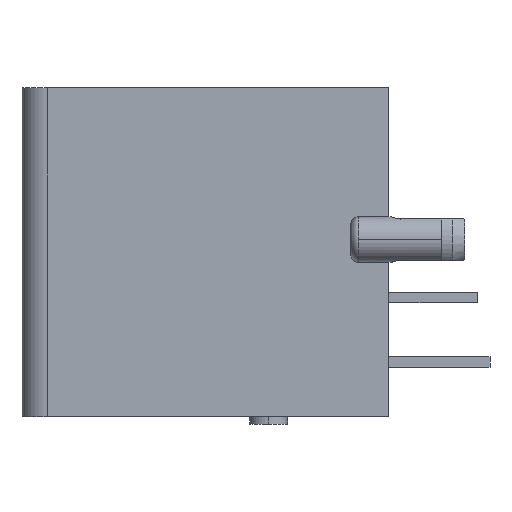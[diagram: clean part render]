
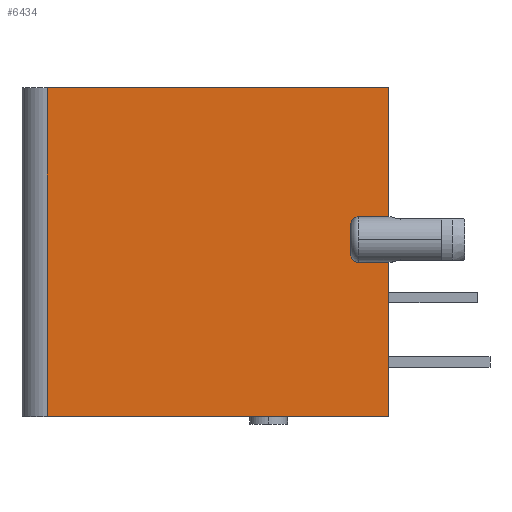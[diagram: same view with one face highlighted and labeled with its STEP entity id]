
A CAD part, left-side view. The second image highlights one B-rep face of the part: STEP entity #6434.
In plain terms, the highlighted planar face has unit normal (-1, 0, 0).
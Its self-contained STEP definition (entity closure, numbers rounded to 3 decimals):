
#5=DIRECTION('',(0.,-1.,0.));
#6=VECTOR('',#5,13.5);
#7=CARTESIAN_POINT('',(-6.1,13.5,0.));
#8=LINE('',#7,#6);
#985=DIRECTION('',(0.,0.,-1.));
#986=VECTOR('',#985,6.106);
#987=CARTESIAN_POINT('',(-6.1,0.,-6.894));
#988=LINE('',#987,#986);
#999=DIRECTION('',(0.,0.,-1.));
#1000=VECTOR('',#999,5.106);
#1001=CARTESIAN_POINT('',(-6.1,0.,0.));
#1002=LINE('',#1001,#1000);
#1590=DIRECTION('',(0.,0.,-1.));
#1591=VECTOR('',#1590,13.);
#1592=CARTESIAN_POINT('',(-6.1,13.5,0.));
#1593=LINE('',#1592,#1591);
#1646=DIRECTION('',(0.,-1.,0.));
#1647=VECTOR('',#1646,1.2);
#1648=CARTESIAN_POINT('',(-6.1,1.2,-5.106));
#1649=LINE('',#1648,#1647);
#1650=CARTESIAN_POINT('',(-6.1,1.2,-5.106));
#1651=CARTESIAN_POINT('',(-6.1,1.218,-5.106));
#1652=CARTESIAN_POINT('',(-6.1,1.252,-5.109));
#1653=CARTESIAN_POINT('',(-6.1,1.303,-5.122));
#1654=CARTESIAN_POINT('',(-6.1,1.35,-5.144));
#1655=CARTESIAN_POINT('',(-6.1,1.393,-5.175));
#1656=CARTESIAN_POINT('',(-6.1,1.43,-5.212));
#1657=CARTESIAN_POINT('',(-6.1,1.461,-5.256));
#1658=CARTESIAN_POINT('',(-6.1,1.483,-5.303));
#1659=CARTESIAN_POINT('',(-6.1,1.497,-5.355));
#1660=CARTESIAN_POINT('',(-6.1,1.5,-5.39));
#1661=CARTESIAN_POINT('',(-6.1,1.5,-5.408));
#1663=DIRECTION('',(0.,0.,-1.));
#1664=VECTOR('',#1663,1.183);
#1665=CARTESIAN_POINT('',(-6.1,1.5,-5.408));
#1666=LINE('',#1665,#1664);
#1667=CARTESIAN_POINT('',(-6.1,1.5,-6.592));
#1668=CARTESIAN_POINT('',(-6.1,1.5,-6.61));
#1669=CARTESIAN_POINT('',(-6.1,1.497,-6.645));
#1670=CARTESIAN_POINT('',(-6.1,1.483,-6.697));
#1671=CARTESIAN_POINT('',(-6.1,1.461,-6.744));
#1672=CARTESIAN_POINT('',(-6.1,1.43,-6.788));
#1673=CARTESIAN_POINT('',(-6.1,1.393,-6.825));
#1674=CARTESIAN_POINT('',(-6.1,1.35,-6.856));
#1675=CARTESIAN_POINT('',(-6.1,1.303,-6.878));
#1676=CARTESIAN_POINT('',(-6.1,1.252,-6.891));
#1677=CARTESIAN_POINT('',(-6.1,1.218,-6.894));
#1678=CARTESIAN_POINT('',(-6.1,1.2,-6.894));
#1680=DIRECTION('',(0.,-1.,0.));
#1681=VECTOR('',#1680,1.2);
#1682=CARTESIAN_POINT('',(-6.1,1.2,-6.894));
#1683=LINE('',#1682,#1681);
#2088=DIRECTION('',(0.,-1.,0.));
#2089=VECTOR('',#2088,13.5);
#2090=CARTESIAN_POINT('',(-6.1,13.5,-13.));
#2091=LINE('',#2090,#2089);
#3695=CARTESIAN_POINT('',(-6.1,0.,0.));
#3696=VERTEX_POINT('',#3695);
#3757=CARTESIAN_POINT('',(-6.1,1.2,-5.106));
#3758=CARTESIAN_POINT('',(-6.1,0.,-5.106));
#3759=VERTEX_POINT('',#3757);
#3760=VERTEX_POINT('',#3758);
#3761=VERTEX_POINT('',#1661);
#3762=CARTESIAN_POINT('',(-6.1,1.5,-6.592));
#3763=VERTEX_POINT('',#3762);
#3767=CARTESIAN_POINT('',(-6.1,1.2,-6.894));
#3768=CARTESIAN_POINT('',(-6.1,0.,-6.894));
#3769=VERTEX_POINT('',#3767);
#3770=VERTEX_POINT('',#3768);
#3775=CARTESIAN_POINT('',(-6.1,0.,-13.));
#3776=VERTEX_POINT('',#3775);
#4565=CARTESIAN_POINT('',(-6.1,13.5,0.));
#4566=CARTESIAN_POINT('',(-6.1,13.5,-13.));
#4567=VERTEX_POINT('',#4565);
#4568=VERTEX_POINT('',#4566);
#6411=CARTESIAN_POINT('',(-6.1,14.5,0.));
#6412=DIRECTION('',(-1.,0.,0.));
#6413=DIRECTION('',(0.,-1.,0.));
#6414=AXIS2_PLACEMENT_3D('',#6411,#6412,#6413);
#6415=PLANE('',#6414);
#6417=ORIENTED_EDGE('',*,*,#6416,.F.);
#6419=ORIENTED_EDGE('',*,*,#6418,.T.);
#6421=ORIENTED_EDGE('',*,*,#6420,.T.);
#6423=ORIENTED_EDGE('',*,*,#6422,.T.);
#6425=ORIENTED_EDGE('',*,*,#6424,.T.);
#6426=ORIENTED_EDGE('',*,*,#5838,.T.);
#6428=ORIENTED_EDGE('',*,*,#6427,.F.);
#6429=ORIENTED_EDGE('',*,*,#6383,.F.);
#6430=ORIENTED_EDGE('',*,*,#4662,.T.);
#6431=ORIENTED_EDGE('',*,*,#5844,.T.);
#6432=EDGE_LOOP('',(#6417,#6419,#6421,#6423,#6425,#6426,#6428,#6429,#6430,
#6431));
#6433=FACE_OUTER_BOUND('',#6432,.F.);
#6434=ADVANCED_FACE('',(#6433),#6415,.T.);
#1662=B_SPLINE_CURVE_WITH_KNOTS('',3,(#1650,#1651,#1652,#1653,#1654,#1655,#1656,
#1657,#1658,#1659,#1660,#1661),.UNSPECIFIED.,.F.,.F.,(4,1,1,1,1,1,1,1,1,4),
(0.,0.111,0.222,0.333,0.444,
0.556,0.667,0.778,0.889,1.),
.UNSPECIFIED.);
#1679=B_SPLINE_CURVE_WITH_KNOTS('',3,(#1667,#1668,#1669,#1670,#1671,#1672,#1673,
#1674,#1675,#1676,#1677,#1678),.UNSPECIFIED.,.F.,.F.,(4,1,1,1,1,1,1,1,1,4),
(0.,0.111,0.222,0.333,0.444,
0.556,0.667,0.778,0.889,1.),
.UNSPECIFIED.);
#4662=EDGE_CURVE('',#4567,#3696,#8,.T.);
#5838=EDGE_CURVE('',#3770,#3776,#988,.T.);
#5844=EDGE_CURVE('',#3696,#3760,#1002,.T.);
#6383=EDGE_CURVE('',#4567,#4568,#1593,.T.);
#6416=EDGE_CURVE('',#3759,#3760,#1649,.T.);
#6418=EDGE_CURVE('',#3759,#3761,#1662,.T.);
#6420=EDGE_CURVE('',#3761,#3763,#1666,.T.);
#6422=EDGE_CURVE('',#3763,#3769,#1679,.T.);
#6424=EDGE_CURVE('',#3769,#3770,#1683,.T.);
#6427=EDGE_CURVE('',#4568,#3776,#2091,.T.);
